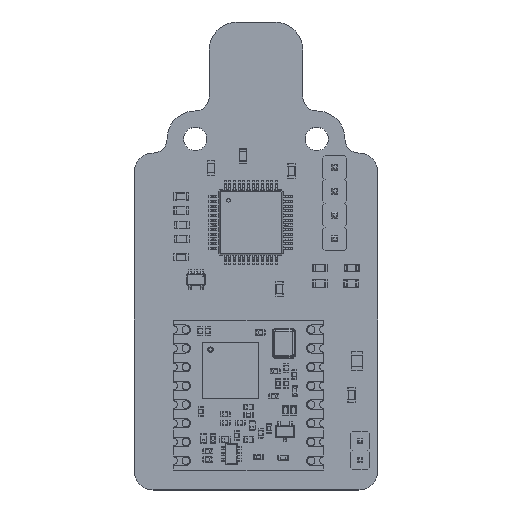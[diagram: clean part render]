
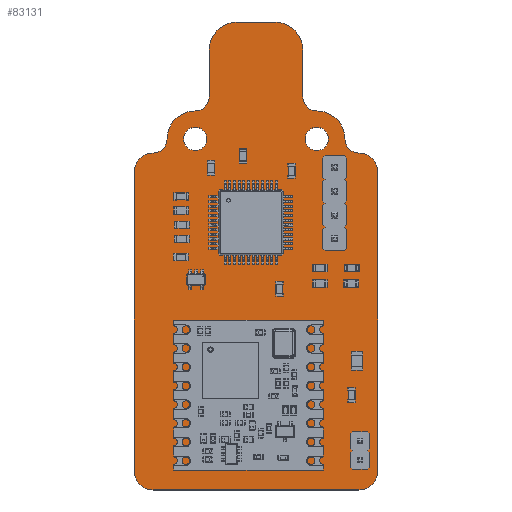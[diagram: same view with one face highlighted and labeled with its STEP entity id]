
A CAD part, top view. The second image highlights one B-rep face of the part: STEP entity #83131.
In plain terms, the highlighted planar face has unit normal (0, 0, 1).
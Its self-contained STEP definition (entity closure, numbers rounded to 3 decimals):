
#82806 = VERTEX_POINT('',#82807);
#82807 = CARTESIAN_POINT('',(152.8,-77.9,1.516));
#82813 = EDGE_CURVE('',#82806,#82814,#82816,.T.);
#82814 = VERTEX_POINT('',#82815);
#82815 = CARTESIAN_POINT('',(155.8,-80.9,1.516));
#82816 = CIRCLE('',#82817,3.);
#82817 = AXIS2_PLACEMENT_3D('',#82818,#82819,#82820);
#82818 = CARTESIAN_POINT('',(152.8,-80.9,1.516));
#82819 = DIRECTION('',(0.,0.,-1.));
#82820 = DIRECTION('',(0.,1.,0.));
#82848 = VERTEX_POINT('',#82849);
#82849 = CARTESIAN_POINT('',(148.8,-77.9,1.516));
#82855 = EDGE_CURVE('',#82848,#82806,#82856,.T.);
#82856 = LINE('',#82857,#82858);
#82857 = CARTESIAN_POINT('',(148.8,-77.9,1.516));
#82858 = VECTOR('',#82859,1.);
#82859 = DIRECTION('',(1.,0.,0.));
#82877 = EDGE_CURVE('',#82814,#82878,#82880,.T.);
#82878 = VERTEX_POINT('',#82879);
#82879 = CARTESIAN_POINT('',(155.8,-85.9,1.516));
#82880 = LINE('',#82881,#82882);
#82881 = CARTESIAN_POINT('',(155.8,-80.9,1.516));
#82882 = VECTOR('',#82883,1.);
#82883 = DIRECTION('',(0.,-1.,0.));
#83131 = ADVANCED_FACE('',(#83132,#83266,#83277,#83288,#83299,#83310,
    #83321,#83332,#83343),#83354,.T.);
#83132 = FACE_BOUND('',#83133,.T.);
#83133 = EDGE_LOOP('',(#83134,#83135,#83136,#83145,#83153,#83162,#83171,
    #83180,#83189,#83197,#83206,#83214,#83223,#83231,#83240,#83249,
    #83258,#83265));
#83134 = ORIENTED_EDGE('',*,*,#82813,.F.);
#83135 = ORIENTED_EDGE('',*,*,#82855,.F.);
#83136 = ORIENTED_EDGE('',*,*,#83137,.F.);
#83137 = EDGE_CURVE('',#83138,#82848,#83140,.T.);
#83138 = VERTEX_POINT('',#83139);
#83139 = CARTESIAN_POINT('',(145.8,-80.9,1.516));
#83140 = CIRCLE('',#83141,3.);
#83141 = AXIS2_PLACEMENT_3D('',#83142,#83143,#83144);
#83142 = CARTESIAN_POINT('',(148.8,-80.9,1.516));
#83143 = DIRECTION('',(0.,0.,-1.));
#83144 = DIRECTION('',(-1.,0.,0.));
#83145 = ORIENTED_EDGE('',*,*,#83146,.F.);
#83146 = EDGE_CURVE('',#83147,#83138,#83149,.T.);
#83147 = VERTEX_POINT('',#83148);
#83148 = CARTESIAN_POINT('',(145.8,-85.9,1.516));
#83149 = LINE('',#83150,#83151);
#83150 = CARTESIAN_POINT('',(145.8,-85.9,1.516));
#83151 = VECTOR('',#83152,1.);
#83152 = DIRECTION('',(0.,1.,0.));
#83153 = ORIENTED_EDGE('',*,*,#83154,.F.);
#83154 = EDGE_CURVE('',#83155,#83147,#83157,.T.);
#83155 = VERTEX_POINT('',#83156);
#83156 = CARTESIAN_POINT('',(144.3,-87.4,1.516));
#83157 = CIRCLE('',#83158,1.5);
#83158 = AXIS2_PLACEMENT_3D('',#83159,#83160,#83161);
#83159 = CARTESIAN_POINT('',(144.3,-85.9,1.516));
#83160 = DIRECTION('',(0.,0.,1.));
#83161 = DIRECTION('',(0.,-1.,0.));
#83162 = ORIENTED_EDGE('',*,*,#83163,.F.);
#83163 = EDGE_CURVE('',#83164,#83155,#83166,.T.);
#83164 = VERTEX_POINT('',#83165);
#83165 = CARTESIAN_POINT('',(141.3,-90.4,1.516));
#83166 = CIRCLE('',#83167,3.);
#83167 = AXIS2_PLACEMENT_3D('',#83168,#83169,#83170);
#83168 = CARTESIAN_POINT('',(144.3,-90.4,1.516));
#83169 = DIRECTION('',(0.,0.,-1.));
#83170 = DIRECTION('',(-1.,0.,0.));
#83171 = ORIENTED_EDGE('',*,*,#83172,.F.);
#83172 = EDGE_CURVE('',#83173,#83164,#83175,.T.);
#83173 = VERTEX_POINT('',#83174);
#83174 = CARTESIAN_POINT('',(139.8,-91.9,1.516));
#83175 = CIRCLE('',#83176,1.5);
#83176 = AXIS2_PLACEMENT_3D('',#83177,#83178,#83179);
#83177 = CARTESIAN_POINT('',(139.8,-90.4,1.516));
#83178 = DIRECTION('',(0.,0.,1.));
#83179 = DIRECTION('',(0.,-1.,0.));
#83180 = ORIENTED_EDGE('',*,*,#83181,.F.);
#83181 = EDGE_CURVE('',#83182,#83173,#83184,.T.);
#83182 = VERTEX_POINT('',#83183);
#83183 = CARTESIAN_POINT('',(137.8,-93.9,1.516));
#83184 = CIRCLE('',#83185,2.);
#83185 = AXIS2_PLACEMENT_3D('',#83186,#83187,#83188);
#83186 = CARTESIAN_POINT('',(139.8,-93.9,1.516));
#83187 = DIRECTION('',(0.,0.,-1.));
#83188 = DIRECTION('',(-1.,0.,-0.));
#83189 = ORIENTED_EDGE('',*,*,#83190,.F.);
#83190 = EDGE_CURVE('',#83191,#83182,#83193,.T.);
#83191 = VERTEX_POINT('',#83192);
#83192 = CARTESIAN_POINT('',(137.8,-125.9,1.516));
#83193 = LINE('',#83194,#83195);
#83194 = CARTESIAN_POINT('',(137.8,-125.9,1.516));
#83195 = VECTOR('',#83196,1.);
#83196 = DIRECTION('',(0.,1.,0.));
#83197 = ORIENTED_EDGE('',*,*,#83198,.F.);
#83198 = EDGE_CURVE('',#83199,#83191,#83201,.T.);
#83199 = VERTEX_POINT('',#83200);
#83200 = CARTESIAN_POINT('',(139.8,-127.9,1.516));
#83201 = CIRCLE('',#83202,2.);
#83202 = AXIS2_PLACEMENT_3D('',#83203,#83204,#83205);
#83203 = CARTESIAN_POINT('',(139.8,-125.9,1.516));
#83204 = DIRECTION('',(0.,0.,-1.));
#83205 = DIRECTION('',(0.,-1.,0.));
#83206 = ORIENTED_EDGE('',*,*,#83207,.F.);
#83207 = EDGE_CURVE('',#83208,#83199,#83210,.T.);
#83208 = VERTEX_POINT('',#83209);
#83209 = CARTESIAN_POINT('',(161.8,-127.9,1.516));
#83210 = LINE('',#83211,#83212);
#83211 = CARTESIAN_POINT('',(161.8,-127.9,1.516));
#83212 = VECTOR('',#83213,1.);
#83213 = DIRECTION('',(-1.,0.,0.));
#83214 = ORIENTED_EDGE('',*,*,#83215,.F.);
#83215 = EDGE_CURVE('',#83216,#83208,#83218,.T.);
#83216 = VERTEX_POINT('',#83217);
#83217 = CARTESIAN_POINT('',(163.8,-125.9,1.516));
#83218 = CIRCLE('',#83219,2.);
#83219 = AXIS2_PLACEMENT_3D('',#83220,#83221,#83222);
#83220 = CARTESIAN_POINT('',(161.8,-125.9,1.516));
#83221 = DIRECTION('',(0.,0.,-1.));
#83222 = DIRECTION('',(1.,0.,0.));
#83223 = ORIENTED_EDGE('',*,*,#83224,.F.);
#83224 = EDGE_CURVE('',#83225,#83216,#83227,.T.);
#83225 = VERTEX_POINT('',#83226);
#83226 = CARTESIAN_POINT('',(163.8,-93.9,1.516));
#83227 = LINE('',#83228,#83229);
#83228 = CARTESIAN_POINT('',(163.8,-93.9,1.516));
#83229 = VECTOR('',#83230,1.);
#83230 = DIRECTION('',(0.,-1.,0.));
#83231 = ORIENTED_EDGE('',*,*,#83232,.F.);
#83232 = EDGE_CURVE('',#83233,#83225,#83235,.T.);
#83233 = VERTEX_POINT('',#83234);
#83234 = CARTESIAN_POINT('',(161.8,-91.9,1.516));
#83235 = CIRCLE('',#83236,2.);
#83236 = AXIS2_PLACEMENT_3D('',#83237,#83238,#83239);
#83237 = CARTESIAN_POINT('',(161.8,-93.9,1.516));
#83238 = DIRECTION('',(0.,0.,-1.));
#83239 = DIRECTION('',(0.,1.,0.));
#83240 = ORIENTED_EDGE('',*,*,#83241,.F.);
#83241 = EDGE_CURVE('',#83242,#83233,#83244,.T.);
#83242 = VERTEX_POINT('',#83243);
#83243 = CARTESIAN_POINT('',(160.3,-90.4,1.516));
#83244 = CIRCLE('',#83245,1.5);
#83245 = AXIS2_PLACEMENT_3D('',#83246,#83247,#83248);
#83246 = CARTESIAN_POINT('',(161.8,-90.4,1.516));
#83247 = DIRECTION('',(0.,0.,1.));
#83248 = DIRECTION('',(-1.,0.,0.));
#83249 = ORIENTED_EDGE('',*,*,#83250,.F.);
#83250 = EDGE_CURVE('',#83251,#83242,#83253,.T.);
#83251 = VERTEX_POINT('',#83252);
#83252 = CARTESIAN_POINT('',(157.3,-87.4,1.516));
#83253 = CIRCLE('',#83254,3.);
#83254 = AXIS2_PLACEMENT_3D('',#83255,#83256,#83257);
#83255 = CARTESIAN_POINT('',(157.3,-90.4,1.516));
#83256 = DIRECTION('',(0.,0.,-1.));
#83257 = DIRECTION('',(0.,1.,0.));
#83258 = ORIENTED_EDGE('',*,*,#83259,.F.);
#83259 = EDGE_CURVE('',#82878,#83251,#83260,.T.);
#83260 = CIRCLE('',#83261,1.5);
#83261 = AXIS2_PLACEMENT_3D('',#83262,#83263,#83264);
#83262 = CARTESIAN_POINT('',(157.3,-85.9,1.516));
#83263 = DIRECTION('',(0.,0.,1.));
#83264 = DIRECTION('',(-1.,0.,0.));
#83265 = ORIENTED_EDGE('',*,*,#82877,.F.);
#83266 = FACE_BOUND('',#83267,.T.);
#83267 = EDGE_LOOP('',(#83268));
#83268 = ORIENTED_EDGE('',*,*,#83269,.T.);
#83269 = EDGE_CURVE('',#83270,#83270,#83272,.T.);
#83270 = VERTEX_POINT('',#83271);
#83271 = CARTESIAN_POINT('',(161.9,-125.1,1.516));
#83272 = CIRCLE('',#83273,0.4);
#83273 = AXIS2_PLACEMENT_3D('',#83274,#83275,#83276);
#83274 = CARTESIAN_POINT('',(161.9,-124.7,1.516));
#83275 = DIRECTION('',(-0.,0.,-1.));
#83276 = DIRECTION('',(-0.,-1.,0.));
#83277 = FACE_BOUND('',#83278,.T.);
#83278 = EDGE_LOOP('',(#83279));
#83279 = ORIENTED_EDGE('',*,*,#83280,.T.);
#83280 = EDGE_CURVE('',#83281,#83281,#83283,.T.);
#83281 = VERTEX_POINT('',#83282);
#83282 = CARTESIAN_POINT('',(161.9,-123.1,1.516));
#83283 = CIRCLE('',#83284,0.4);
#83284 = AXIS2_PLACEMENT_3D('',#83285,#83286,#83287);
#83285 = CARTESIAN_POINT('',(161.9,-122.7,1.516));
#83286 = DIRECTION('',(-0.,0.,-1.));
#83287 = DIRECTION('',(-0.,-1.,0.));
#83288 = FACE_BOUND('',#83289,.T.);
#83289 = EDGE_LOOP('',(#83290));
#83290 = ORIENTED_EDGE('',*,*,#83291,.F.);
#83291 = EDGE_CURVE('',#83292,#83292,#83294,.T.);
#83292 = VERTEX_POINT('',#83293);
#83293 = CARTESIAN_POINT('',(145.55,-90.4,1.516));
#83294 = CIRCLE('',#83295,1.25);
#83295 = AXIS2_PLACEMENT_3D('',#83296,#83297,#83298);
#83296 = CARTESIAN_POINT('',(144.3,-90.4,1.516));
#83297 = DIRECTION('',(0.,0.,1.));
#83298 = DIRECTION('',(1.,0.,-0.));
#83299 = FACE_BOUND('',#83300,.T.);
#83300 = EDGE_LOOP('',(#83301));
#83301 = ORIENTED_EDGE('',*,*,#83302,.T.);
#83302 = EDGE_CURVE('',#83303,#83303,#83305,.T.);
#83303 = VERTEX_POINT('',#83304);
#83304 = CARTESIAN_POINT('',(159.2,-101.58,1.516));
#83305 = CIRCLE('',#83306,0.5);
#83306 = AXIS2_PLACEMENT_3D('',#83307,#83308,#83309);
#83307 = CARTESIAN_POINT('',(159.2,-101.08,1.516));
#83308 = DIRECTION('',(-0.,0.,-1.));
#83309 = DIRECTION('',(-0.,-1.,0.));
#83310 = FACE_BOUND('',#83311,.T.);
#83311 = EDGE_LOOP('',(#83312));
#83312 = ORIENTED_EDGE('',*,*,#83313,.T.);
#83313 = EDGE_CURVE('',#83314,#83314,#83316,.T.);
#83314 = VERTEX_POINT('',#83315);
#83315 = CARTESIAN_POINT('',(159.2,-99.04,1.516));
#83316 = CIRCLE('',#83317,0.5);
#83317 = AXIS2_PLACEMENT_3D('',#83318,#83319,#83320);
#83318 = CARTESIAN_POINT('',(159.2,-98.54,1.516));
#83319 = DIRECTION('',(-0.,0.,-1.));
#83320 = DIRECTION('',(-0.,-1.,0.));
#83321 = FACE_BOUND('',#83322,.T.);
#83322 = EDGE_LOOP('',(#83323));
#83323 = ORIENTED_EDGE('',*,*,#83324,.F.);
#83324 = EDGE_CURVE('',#83325,#83325,#83327,.T.);
#83325 = VERTEX_POINT('',#83326);
#83326 = CARTESIAN_POINT('',(158.55,-90.4,1.516));
#83327 = CIRCLE('',#83328,1.25);
#83328 = AXIS2_PLACEMENT_3D('',#83329,#83330,#83331);
#83329 = CARTESIAN_POINT('',(157.3,-90.4,1.516));
#83330 = DIRECTION('',(0.,0.,1.));
#83331 = DIRECTION('',(1.,0.,-0.));
#83332 = FACE_BOUND('',#83333,.T.);
#83333 = EDGE_LOOP('',(#83334));
#83334 = ORIENTED_EDGE('',*,*,#83335,.T.);
#83335 = EDGE_CURVE('',#83336,#83336,#83338,.T.);
#83336 = VERTEX_POINT('',#83337);
#83337 = CARTESIAN_POINT('',(159.2,-96.5,1.516));
#83338 = CIRCLE('',#83339,0.5);
#83339 = AXIS2_PLACEMENT_3D('',#83340,#83341,#83342);
#83340 = CARTESIAN_POINT('',(159.2,-96.,1.516));
#83341 = DIRECTION('',(-0.,0.,-1.));
#83342 = DIRECTION('',(-0.,-1.,0.));
#83343 = FACE_BOUND('',#83344,.T.);
#83344 = EDGE_LOOP('',(#83345));
#83345 = ORIENTED_EDGE('',*,*,#83346,.T.);
#83346 = EDGE_CURVE('',#83347,#83347,#83349,.T.);
#83347 = VERTEX_POINT('',#83348);
#83348 = CARTESIAN_POINT('',(159.2,-93.96,1.516));
#83349 = CIRCLE('',#83350,0.5);
#83350 = AXIS2_PLACEMENT_3D('',#83351,#83352,#83353);
#83351 = CARTESIAN_POINT('',(159.2,-93.46,1.516));
#83352 = DIRECTION('',(-0.,0.,-1.));
#83353 = DIRECTION('',(-0.,-1.,0.));
#83354 = PLANE('',#83355);
#83355 = AXIS2_PLACEMENT_3D('',#83356,#83357,#83358);
#83356 = CARTESIAN_POINT('',(0.,0.,1.516));
#83357 = DIRECTION('',(0.,0.,1.));
#83358 = DIRECTION('',(1.,0.,-0.));
